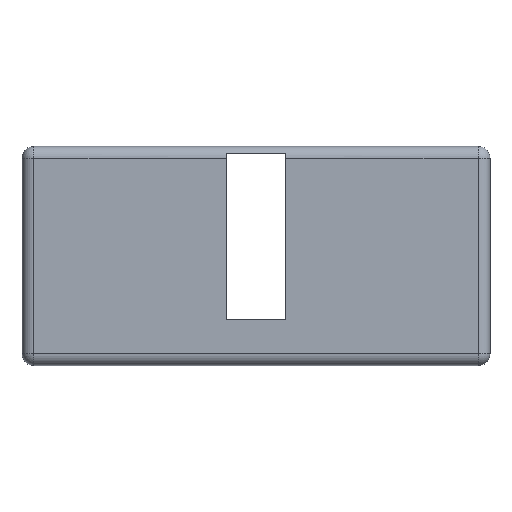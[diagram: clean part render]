
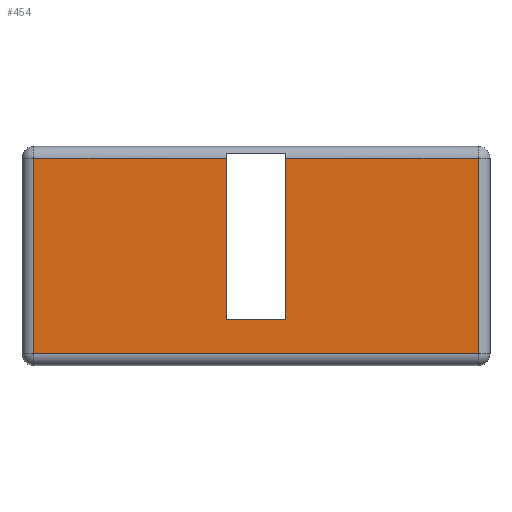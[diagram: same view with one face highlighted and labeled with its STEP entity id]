
A CAD part, front view. The second image highlights one B-rep face of the part: STEP entity #454.
In plain terms, the highlighted planar face has unit normal (0, -1, 0).
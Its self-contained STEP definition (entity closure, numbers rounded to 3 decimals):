
#24=PLANE('',#516);
#44=LINE('',#737,#81);
#46=LINE('',#740,#83);
#50=LINE('',#758,#87);
#52=LINE('',#761,#89);
#54=LINE('',#764,#91);
#56=LINE('',#768,#93);
#57=LINE('',#770,#94);
#58=LINE('',#771,#95);
#81=VECTOR('',#590,10.);
#83=VECTOR('',#592,10.);
#87=VECTOR('',#612,10.);
#89=VECTOR('',#616,10.);
#91=VECTOR('',#620,10.);
#93=VECTOR('',#624,10.);
#94=VECTOR('',#625,10.);
#95=VECTOR('',#626,10.);
#132=FACE_OUTER_BOUND('',#162,.T.);
#162=EDGE_LOOP('',(#360,#361,#362,#363,#364,#365,#366,#367));
#212=VERTEX_POINT('',#696);
#217=VERTEX_POINT('',#709);
#222=VERTEX_POINT('',#722);
#227=VERTEX_POINT('',#735);
#228=VERTEX_POINT('',#739);
#231=VERTEX_POINT('',#746);
#235=VERTEX_POINT('',#767);
#236=VERTEX_POINT('',#769);
#268=EDGE_CURVE('',#227,#222,#44,.T.);
#270=EDGE_CURVE('',#212,#228,#46,.T.);
#279=EDGE_CURVE('',#222,#231,#50,.T.);
#281=EDGE_CURVE('',#231,#217,#52,.T.);
#283=EDGE_CURVE('',#217,#212,#54,.T.);
#285=EDGE_CURVE('',#227,#235,#56,.T.);
#286=EDGE_CURVE('',#235,#236,#57,.T.);
#287=EDGE_CURVE('',#236,#228,#58,.T.);
#360=ORIENTED_EDGE('',*,*,#270,.F.);
#361=ORIENTED_EDGE('',*,*,#283,.F.);
#362=ORIENTED_EDGE('',*,*,#281,.F.);
#363=ORIENTED_EDGE('',*,*,#279,.F.);
#364=ORIENTED_EDGE('',*,*,#268,.F.);
#365=ORIENTED_EDGE('',*,*,#285,.T.);
#366=ORIENTED_EDGE('',*,*,#286,.T.);
#367=ORIENTED_EDGE('',*,*,#287,.T.);
#454=ADVANCED_FACE('',(#132),#24,.T.);
#516=AXIS2_PLACEMENT_3D('',#766,#622,#623);
#590=DIRECTION('',(1.,0.,0.));
#592=DIRECTION('',(1.,0.,0.));
#612=DIRECTION('',(0.,0.,-1.));
#616=DIRECTION('',(-1.,0.,0.));
#620=DIRECTION('',(0.,0.,1.));
#622=DIRECTION('center_axis',(0.,-1.,0.));
#623=DIRECTION('ref_axis',(0.,0.,-1.));
#624=DIRECTION('',(0.,0.,-1.));
#625=DIRECTION('',(-1.,0.,0.));
#626=DIRECTION('',(0.,0.,1.));
#696=CARTESIAN_POINT('',(-18.75,-1.5,8.25));
#709=CARTESIAN_POINT('',(-18.75,-1.5,-8.25));
#722=CARTESIAN_POINT('',(18.75,-1.5,8.25));
#735=CARTESIAN_POINT('',(2.5,-1.5,8.25));
#737=CARTESIAN_POINT('',(9.875,-1.5,8.25));
#739=CARTESIAN_POINT('',(-2.5,-1.5,8.25));
#740=CARTESIAN_POINT('',(9.875,-1.5,8.25));
#746=CARTESIAN_POINT('',(18.75,-1.5,-8.25));
#758=CARTESIAN_POINT('',(18.75,-1.5,-4.625));
#761=CARTESIAN_POINT('',(-9.875,-1.5,-8.25));
#764=CARTESIAN_POINT('',(-18.75,-1.5,4.625));
#766=CARTESIAN_POINT('Origin',(0.,-1.5,0.));
#767=CARTESIAN_POINT('',(2.5,-1.5,-5.35));
#768=CARTESIAN_POINT('',(2.5,-1.5,-5.35));
#769=CARTESIAN_POINT('',(-2.5,-1.5,-5.35));
#770=CARTESIAN_POINT('',(-2.5,-1.5,-5.35));
#771=CARTESIAN_POINT('',(-2.5,-1.5,8.65));
